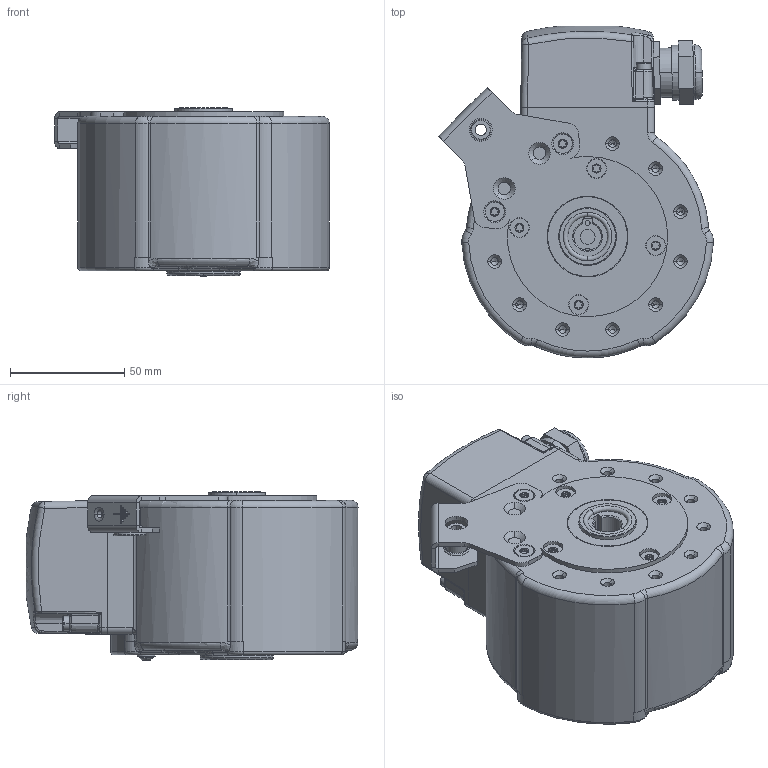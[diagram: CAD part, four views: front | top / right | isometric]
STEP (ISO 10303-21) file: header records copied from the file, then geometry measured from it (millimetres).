
FILE_DESCRIPTION((''),'2;1');
FILE_NAME('894682-01','2013-08-12T',('se2562'),(''),'PRO/ENGINEER BY PARAMETRIC TECHNOLOGY CORPORATION, 2011410','PRO/ENGINEER BY PARAMETRIC TECHNOLOGY CORPORATION, 2011410','');
FILE_SCHEMA(('CONFIG_CONTROL_DESIGN'));
Length unit declared in the file: millimetre
Products named in the file (1): 894682-01
Bounding box: 120 x 145 x 73.8 mm (x, y, z)
Volume: 317132.9 mm3; surface area: 124885.2 mm2
Topology: 5 solids, 7 shells, 1280 faces, 3496 edges, 2282 vertices
Faces by surface type: cylinder 550, plane 353, cone 175, torus 132, bspline 44, sphere 22, extrusion 3, revolution 1
Entity records: 46920 total; most frequent: CARTESIAN_POINT 13767, DIRECTION 7380, ORIENTED_EDGE 6912, EDGE_CURVE 3456, AXIS2_PLACEMENT_3D 3127, VERTEX_POINT 2282, CIRCLE 1895, EDGE_LOOP 1412
